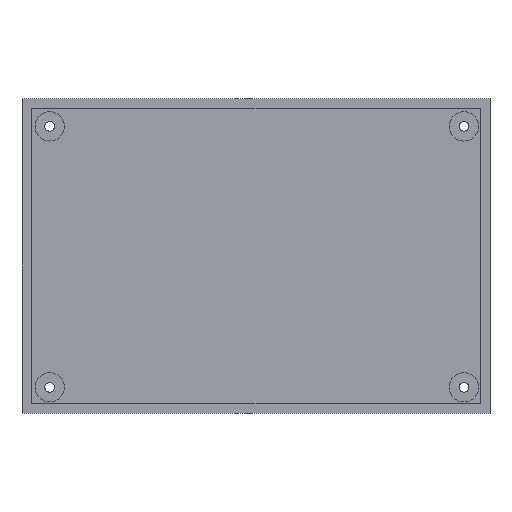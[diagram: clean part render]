
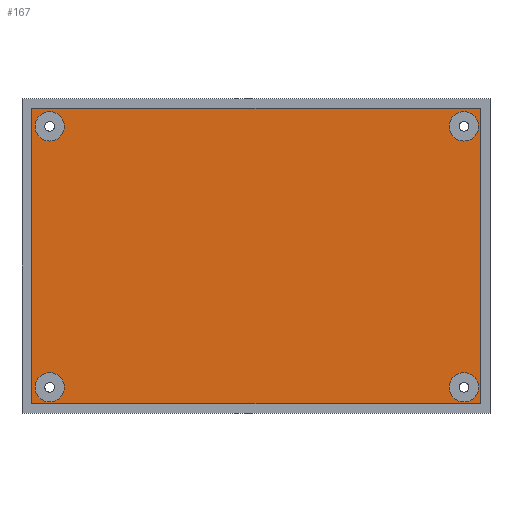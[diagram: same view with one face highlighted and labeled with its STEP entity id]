
A CAD part, top view. The second image highlights one B-rep face of the part: STEP entity #167.
In plain terms, the highlighted planar face has unit normal (0, 0, 1).
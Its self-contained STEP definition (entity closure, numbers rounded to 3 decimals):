
#14 = VERTEX_POINT ( 'NONE', #758 ) ;
#20 = DIRECTION ( 'NONE',  ( 1., 0., 0. ) ) ;
#22 = VERTEX_POINT ( 'NONE', #667 ) ;
#25 = VERTEX_POINT ( 'NONE', #235 ) ;
#39 = DIRECTION ( 'NONE',  ( -1., 0., 0. ) ) ;
#47 = ORIENTED_EDGE ( 'NONE', *, *, #307, .F. ) ;
#48 = EDGE_CURVE ( 'NONE', #14, #457, #315, .T. ) ;
#53 = ORIENTED_EDGE ( 'NONE', *, *, #791, .F. ) ;
#64 = VERTEX_POINT ( 'NONE', #203 ) ;
#67 = PLANE ( 'NONE',  #239 ) ;
#69 = FACE_OUTER_BOUND ( 'NONE', #588, .T. ) ;
#84 = FACE_BOUND ( 'NONE', #696, .T. ) ;
#113 = CARTESIAN_POINT ( 'NONE',  ( 131., 8., 3. ) ) ;
#115 = AXIS2_PLACEMENT_3D ( 'NONE', #555, #423, #341 ) ;
#118 = CARTESIAN_POINT ( 'NONE',  ( 131., 88., 3. ) ) ;
#137 = CARTESIAN_POINT ( 'NONE',  ( 8.5, 88., 3. ) ) ;
#138 = FACE_BOUND ( 'NONE', #769, .T. ) ;
#167 = ADVANCED_FACE ( 'NONE', ( #84, #212, #69, #794, #138 ), #67, .F. ) ;
#203 = CARTESIAN_POINT ( 'NONE',  ( 3., 3., 3. ) ) ;
#208 = DIRECTION ( 'NONE',  ( -1., 0., 0. ) ) ;
#212 = FACE_BOUND ( 'NONE', #850, .T. ) ;
#222 = CARTESIAN_POINT ( 'NONE',  ( 135.5, 8., 3. ) ) ;
#235 = CARTESIAN_POINT ( 'NONE',  ( 140., 88., 3. ) ) ;
#239 = AXIS2_PLACEMENT_3D ( 'NONE', #637, #932, #727 ) ;
#250 = VERTEX_POINT ( 'NONE', #281 ) ;
#281 = CARTESIAN_POINT ( 'NONE',  ( 13., 8., 3. ) ) ;
#300 = LINE ( 'NONE', #879, #303 ) ;
#303 = VECTOR ( 'NONE', #514, 1000. ) ;
#307 = EDGE_CURVE ( 'NONE', #250, #22, #809, .T. ) ;
#315 = CIRCLE ( 'NONE', #781, 4.5 ) ;
#318 = DIRECTION ( 'NONE',  ( 0., 0., 1. ) ) ;
#329 = ORIENTED_EDGE ( 'NONE', *, *, #806, .F. ) ;
#339 = VECTOR ( 'NONE', #20, 1000. ) ;
#341 = DIRECTION ( 'NONE',  ( -1., 0., 0. ) ) ;
#342 = DIRECTION ( 'NONE',  ( -1., 0., 0. ) ) ;
#349 = CIRCLE ( 'NONE', #797, 4.5 ) ;
#350 = EDGE_LOOP ( 'NONE', ( #621, #47 ) ) ;
#367 = LINE ( 'NONE', #896, #339 ) ;
#369 = DIRECTION ( 'NONE',  ( 0., 0., 1. ) ) ;
#381 = DIRECTION ( 'NONE',  ( -1., 0., 0. ) ) ;
#384 = AXIS2_PLACEMENT_3D ( 'NONE', #814, #659, #587 ) ;
#399 = AXIS2_PLACEMENT_3D ( 'NONE', #438, #593, #381 ) ;
#403 = CARTESIAN_POINT ( 'NONE',  ( 140.5, 3., 3. ) ) ;
#404 = EDGE_CURVE ( 'NONE', #475, #535, #824, .T. ) ;
#405 = ORIENTED_EDGE ( 'NONE', *, *, #441, .T. ) ;
#406 = DIRECTION ( 'NONE',  ( -1., 0., 0. ) ) ;
#417 = ORIENTED_EDGE ( 'NONE', *, *, #903, .T. ) ;
#423 = DIRECTION ( 'NONE',  ( 0., 0., 1. ) ) ;
#428 = AXIS2_PLACEMENT_3D ( 'NONE', #487, #793, #703 ) ;
#438 = CARTESIAN_POINT ( 'NONE',  ( 8.5, 8., 3. ) ) ;
#441 = EDGE_CURVE ( 'NONE', #535, #545, #616, .T. ) ;
#457 = VERTEX_POINT ( 'NONE', #113 ) ;
#475 = VERTEX_POINT ( 'NONE', #403 ) ;
#487 = CARTESIAN_POINT ( 'NONE',  ( 135.5, 88., 3. ) ) ;
#514 = DIRECTION ( 'NONE',  ( 0., -1., 0. ) ) ;
#517 = CARTESIAN_POINT ( 'NONE',  ( 140.5, 0., 3. ) ) ;
#519 = CARTESIAN_POINT ( 'NONE',  ( 4., 88., 3. ) ) ;
#523 = VECTOR ( 'NONE', #39, 1000. ) ;
#535 = VERTEX_POINT ( 'NONE', #910 ) ;
#537 = CARTESIAN_POINT ( 'NONE',  ( 13., 88., 3. ) ) ;
#541 = ORIENTED_EDGE ( 'NONE', *, *, #404, .T. ) ;
#545 = VERTEX_POINT ( 'NONE', #684 ) ;
#551 = CIRCLE ( 'NONE', #884, 4.5 ) ;
#555 = CARTESIAN_POINT ( 'NONE',  ( 8.5, 8., 3. ) ) ;
#561 = DIRECTION ( 'NONE',  ( 0., 0., 1. ) ) ;
#568 = ORIENTED_EDGE ( 'NONE', *, *, #913, .F. ) ;
#587 = DIRECTION ( 'NONE',  ( -1., 0., 0. ) ) ;
#588 = EDGE_LOOP ( 'NONE', ( #664, #417, #541, #405 ) ) ;
#593 = DIRECTION ( 'NONE',  ( 0., 0., 1. ) ) ;
#599 = VERTEX_POINT ( 'NONE', #519 ) ;
#616 = LINE ( 'NONE', #690, #523 ) ;
#619 = EDGE_CURVE ( 'NONE', #599, #631, #858, .T. ) ;
#621 = ORIENTED_EDGE ( 'NONE', *, *, #801, .F. ) ;
#631 = VERTEX_POINT ( 'NONE', #537 ) ;
#635 = ORIENTED_EDGE ( 'NONE', *, *, #720, .F. ) ;
#637 = CARTESIAN_POINT ( 'NONE',  ( 0., 0., 3. ) ) ;
#639 = CIRCLE ( 'NONE', #428, 4.5 ) ;
#659 = DIRECTION ( 'NONE',  ( 0., 0., 1. ) ) ;
#664 = ORIENTED_EDGE ( 'NONE', *, *, #889, .T. ) ;
#667 = CARTESIAN_POINT ( 'NONE',  ( 4., 8., 3. ) ) ;
#671 = CARTESIAN_POINT ( 'NONE',  ( 8.5, 88., 3. ) ) ;
#682 = AXIS2_PLACEMENT_3D ( 'NONE', #671, #902, #819 ) ;
#684 = CARTESIAN_POINT ( 'NONE',  ( 3., 93.5, 3. ) ) ;
#688 = VERTEX_POINT ( 'NONE', #118 ) ;
#690 = CARTESIAN_POINT ( 'NONE',  ( 0., 93.5, 3. ) ) ;
#696 = EDGE_LOOP ( 'NONE', ( #635, #845 ) ) ;
#703 = DIRECTION ( 'NONE',  ( -1., 0., 0. ) ) ;
#720 = EDGE_CURVE ( 'NONE', #457, #14, #551, .T. ) ;
#727 = DIRECTION ( 'NONE',  ( -1., 0., 0. ) ) ;
#747 = DIRECTION ( 'NONE',  ( 0., 1., 0. ) ) ;
#758 = CARTESIAN_POINT ( 'NONE',  ( 140., 8., 3. ) ) ;
#769 = EDGE_LOOP ( 'NONE', ( #568, #329 ) ) ;
#781 = AXIS2_PLACEMENT_3D ( 'NONE', #222, #369, #342 ) ;
#791 = EDGE_CURVE ( 'NONE', #631, #599, #349, .T. ) ;
#792 = ORIENTED_EDGE ( 'NONE', *, *, #619, .F. ) ;
#793 = DIRECTION ( 'NONE',  ( 0., 0., 1. ) ) ;
#794 = FACE_BOUND ( 'NONE', #350, .T. ) ;
#797 = AXIS2_PLACEMENT_3D ( 'NONE', #137, #561, #208 ) ;
#799 = CIRCLE ( 'NONE', #384, 4.5 ) ;
#801 = EDGE_CURVE ( 'NONE', #22, #250, #934, .T. ) ;
#806 = EDGE_CURVE ( 'NONE', #25, #688, #639, .T. ) ;
#809 = CIRCLE ( 'NONE', #399, 4.5 ) ;
#814 = CARTESIAN_POINT ( 'NONE',  ( 135.5, 88., 3. ) ) ;
#819 = DIRECTION ( 'NONE',  ( -1., 0., 0. ) ) ;
#824 = LINE ( 'NONE', #517, #937 ) ;
#837 = CARTESIAN_POINT ( 'NONE',  ( 135.5, 8., 3. ) ) ;
#845 = ORIENTED_EDGE ( 'NONE', *, *, #48, .F. ) ;
#850 = EDGE_LOOP ( 'NONE', ( #792, #53 ) ) ;
#858 = CIRCLE ( 'NONE', #682, 4.5 ) ;
#879 = CARTESIAN_POINT ( 'NONE',  ( 3., 0., 3. ) ) ;
#884 = AXIS2_PLACEMENT_3D ( 'NONE', #837, #318, #406 ) ;
#889 = EDGE_CURVE ( 'NONE', #545, #64, #300, .T. ) ;
#896 = CARTESIAN_POINT ( 'NONE',  ( 0., 3., 3. ) ) ;
#902 = DIRECTION ( 'NONE',  ( 0., 0., 1. ) ) ;
#903 = EDGE_CURVE ( 'NONE', #64, #475, #367, .T. ) ;
#910 = CARTESIAN_POINT ( 'NONE',  ( 140.5, 93.5, 3. ) ) ;
#913 = EDGE_CURVE ( 'NONE', #688, #25, #799, .T. ) ;
#932 = DIRECTION ( 'NONE',  ( 0., 0., -1. ) ) ;
#934 = CIRCLE ( 'NONE', #115, 4.5 ) ;
#937 = VECTOR ( 'NONE', #747, 1000. ) ;
